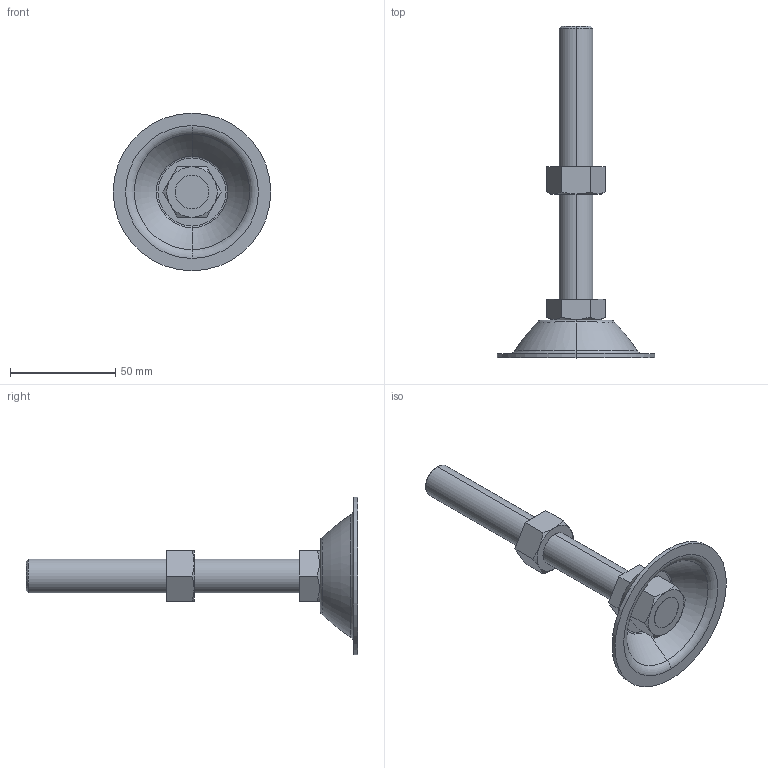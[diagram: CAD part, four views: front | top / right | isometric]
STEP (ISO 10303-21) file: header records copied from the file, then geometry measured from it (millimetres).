
FILE_DESCRIPTION (( 'STEP AP203' ), '1' );
FILE_NAME ('sone3D.STEP', '2017-10-30T01:40:26', ( '' ), ( '' ), 'SwSTEP 2.0', 'SolidWorks 2014', '' );
FILE_SCHEMA (( 'CONFIG_CONTROL_DESIGN' ));
Length unit declared in the file: millimetre
Products named in the file (4): KC-1275-A-1乣3_杮懱_KC-1275-A-2; 榋妏僫僢僩M16乮2庬乯_岞奐梡; 六角ナットM16（1種）_JIS B 1181 Hexagon nut - Class 1 Finished M16 --N; sone3D
Assembly tree (3 placements, depth 2):
  sone3D
    KC-1275-A-1乣3_杮懱_KC-1275-A-2
    榋妏僫僢僩M16乮2庬乯_岞奐梡
    六角ナットM16（1種）_JIS B 1181 Hexagon nut - Class 1 Finished M16 --N
Bounding box: 75 x 158 x 75 mm (x, y, z)
Volume: 52391.6 mm3; surface area: 25462 mm2
Topology: 4 solids, 4 shells, 76 faces, 164 edges, 100 vertices
Faces by surface type: plane 30, cone 22, cylinder 12, torus 12
Entity records: 2678 total; most frequent: CARTESIAN_POINT 630, DIRECTION 358, ORIENTED_EDGE 328, EDGE_CURVE 164, AXIS2_PLACEMENT_3D 156, VERTEX_POINT 100, EDGE_LOOP 86, ADVANCED_FACE 76
